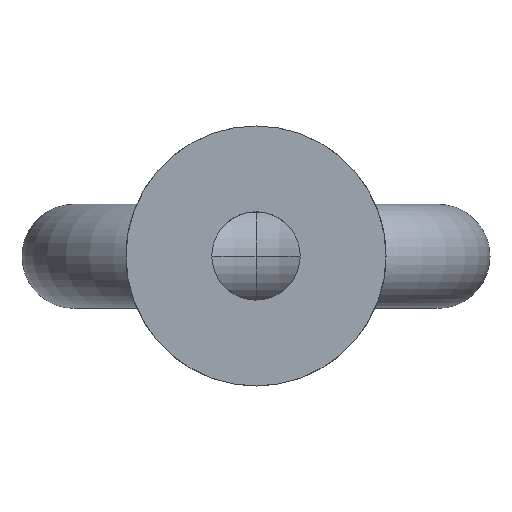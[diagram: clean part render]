
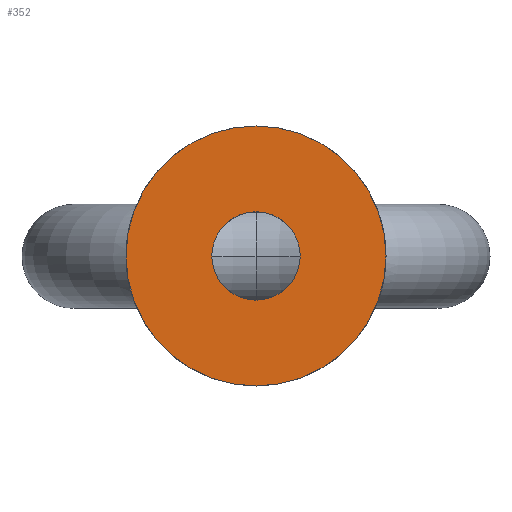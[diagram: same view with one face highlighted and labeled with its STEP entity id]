
A CAD part, top view. The second image highlights one B-rep face of the part: STEP entity #352.
In plain terms, the highlighted planar face has unit normal (0, 0, 1).
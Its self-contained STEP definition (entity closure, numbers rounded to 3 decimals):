
#60 = DIRECTION ( 'NONE',  ( 1., 0., 0. ) ) ;
#66 = CARTESIAN_POINT ( 'NONE',  ( 12.5, 0., 22.5 ) ) ;
#88 = CIRCLE ( 'NONE', #656, 12.5 ) ;
#123 = DIRECTION ( 'NONE',  ( 1., 0., 0. ) ) ;
#180 = PLANE ( 'NONE',  #408 ) ;
#186 = CARTESIAN_POINT ( 'NONE',  ( 0., 0., 22.5 ) ) ;
#289 = DIRECTION ( 'NONE',  ( 1., 0., 0. ) ) ;
#295 = EDGE_LOOP ( 'NONE', ( #589, #459 ) ) ;
#299 = CIRCLE ( 'NONE', #456, 4.25 ) ;
#303 = DIRECTION ( 'NONE',  ( 0., 0., 1. ) ) ;
#309 = CARTESIAN_POINT ( 'NONE',  ( 0., 0., 22.5 ) ) ;
#313 = CARTESIAN_POINT ( 'NONE',  ( 4.25, 0., 22.5 ) ) ;
#350 = EDGE_CURVE ( 'NONE', #815, #641, #690, .T. ) ;
#352 = ADVANCED_FACE ( 'NONE', ( #613, #523 ), #180, .T. ) ;
#378 = CARTESIAN_POINT ( 'NONE',  ( 0., 0., 22.5 ) ) ;
#388 = ORIENTED_EDGE ( 'NONE', *, *, #631, .F. ) ;
#408 = AXIS2_PLACEMENT_3D ( 'NONE', #186, #303, #60 ) ;
#409 = VERTEX_POINT ( 'NONE', #313 ) ;
#426 = DIRECTION ( 'NONE',  ( 0., 0., 1. ) ) ;
#430 = DIRECTION ( 'NONE',  ( 1., 0., 0. ) ) ;
#437 = DIRECTION ( 'NONE',  ( 0., 0., 1. ) ) ;
#444 = DIRECTION ( 'NONE',  ( 0., 0., 1. ) ) ;
#445 = EDGE_CURVE ( 'NONE', #409, #797, #733, .T. ) ;
#456 = AXIS2_PLACEMENT_3D ( 'NONE', #513, #437, #430 ) ;
#459 = ORIENTED_EDGE ( 'NONE', *, *, #823, .T. ) ;
#513 = CARTESIAN_POINT ( 'NONE',  ( 0., 0., 22.5 ) ) ;
#518 = CARTESIAN_POINT ( 'NONE',  ( -4.25, 0., 22.5 ) ) ;
#523 = FACE_OUTER_BOUND ( 'NONE', #295, .T. ) ;
#566 = CARTESIAN_POINT ( 'NONE',  ( 0., 0., 22.5 ) ) ;
#589 = ORIENTED_EDGE ( 'NONE', *, *, #350, .T. ) ;
#596 = AXIS2_PLACEMENT_3D ( 'NONE', #378, #444, #864 ) ;
#613 = FACE_BOUND ( 'NONE', #722, .T. ) ;
#631 = EDGE_CURVE ( 'NONE', #797, #409, #299, .T. ) ;
#641 = VERTEX_POINT ( 'NONE', #714 ) ;
#656 = AXIS2_PLACEMENT_3D ( 'NONE', #566, #426, #289 ) ;
#690 = CIRCLE ( 'NONE', #827, 12.5 ) ;
#714 = CARTESIAN_POINT ( 'NONE',  ( -12.5, 0., 22.5 ) ) ;
#722 = EDGE_LOOP ( 'NONE', ( #807, #388 ) ) ;
#733 = CIRCLE ( 'NONE', #596, 4.25 ) ;
#797 = VERTEX_POINT ( 'NONE', #518 ) ;
#807 = ORIENTED_EDGE ( 'NONE', *, *, #445, .F. ) ;
#815 = VERTEX_POINT ( 'NONE', #66 ) ;
#823 = EDGE_CURVE ( 'NONE', #641, #815, #88, .T. ) ;
#827 = AXIS2_PLACEMENT_3D ( 'NONE', #309, #865, #123 ) ;
#864 = DIRECTION ( 'NONE',  ( 1., 0., 0. ) ) ;
#865 = DIRECTION ( 'NONE',  ( 0., 0., 1. ) ) ;
